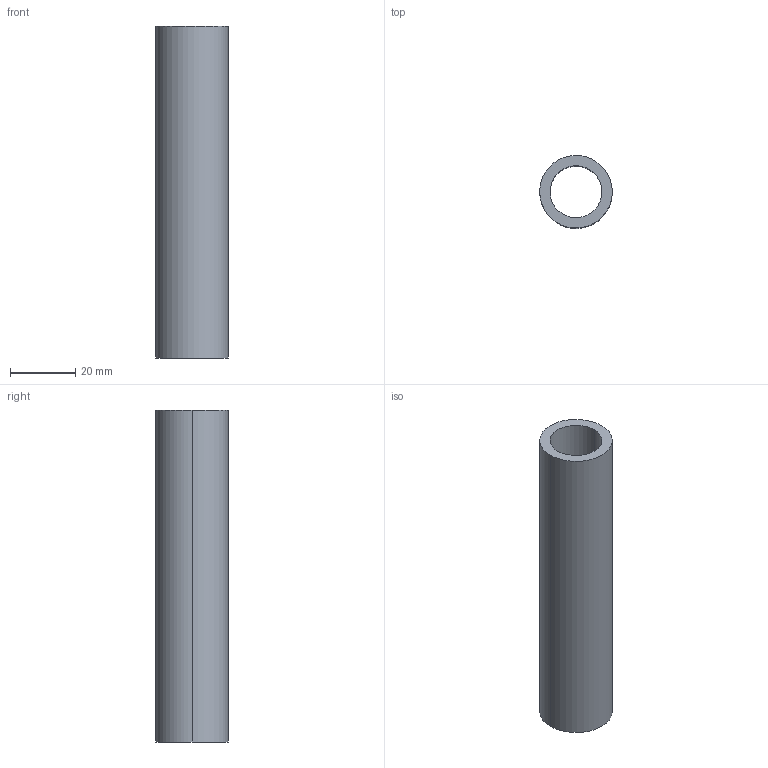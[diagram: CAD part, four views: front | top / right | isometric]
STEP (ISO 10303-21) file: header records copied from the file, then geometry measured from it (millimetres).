
FILE_DESCRIPTION(('Shape Data from Truck'), '2;1');
FILE_NAME('', '2026-02-06 18:11:18.415570641', (('')), (('')), 'truck', '', '');
FILE_SCHEMA(('ISO-10303-042'));
Length unit declared in the file: millimetre
Bounding box: 22.23 x 22.2 x 101.6 mm (x, y, z)
Volume: 19305.5 mm3; surface area: 12541 mm2
Topology: 1 solids, 1 shells, 6 faces, 12 edges, 8 vertices
Faces by surface type: bspline 4, plane 2
Entity records: 209 total; most frequent: CARTESIAN_POINT 110, ORIENTED_EDGE 24, EDGE_CURVE 12, FACE_BOUND 8, EDGE_LOOP 8, VERTEX_POINT 8, DIRECTION 8, FACE_SURFACE 6
